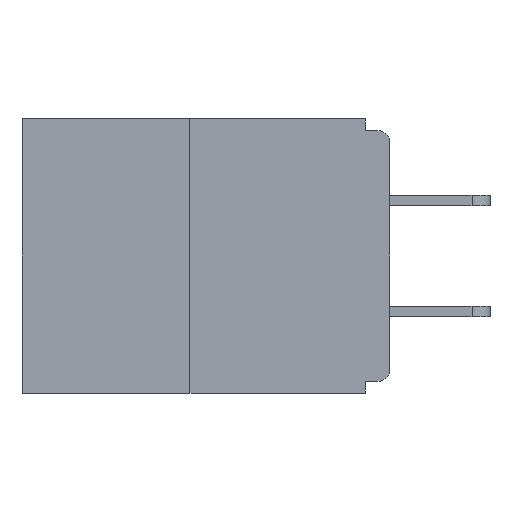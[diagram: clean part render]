
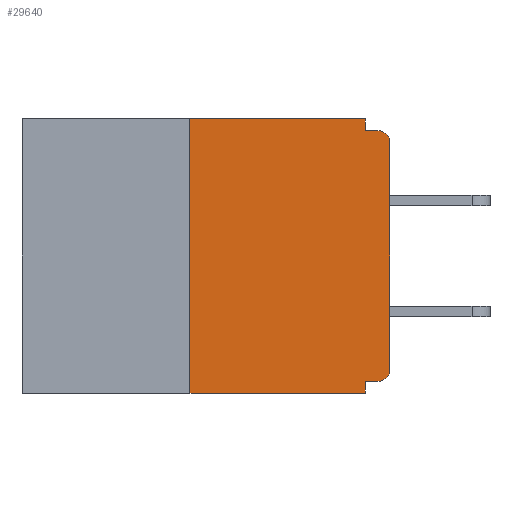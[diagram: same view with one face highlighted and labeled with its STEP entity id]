
A CAD part, left-side view. The second image highlights one B-rep face of the part: STEP entity #29640.
In plain terms, the highlighted planar face has unit normal (-1, 0, 0).
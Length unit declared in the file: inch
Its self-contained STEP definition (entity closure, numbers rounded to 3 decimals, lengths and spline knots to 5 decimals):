
#205 = DIRECTION ( 'NONE',  ( 0., 0., -1. ) ) ;
#649 = CARTESIAN_POINT ( 'NONE',  ( 0., 0.031, 0. ) ) ;
#1863 = CARTESIAN_POINT ( 'NONE',  ( 0., 0.015, -0.03 ) ) ;
#2110 = CARTESIAN_POINT ( 'NONE',  ( 0., 0.25, 0. ) ) ;
#2528 = CARTESIAN_POINT ( 'NONE',  ( 0., 0., -0.03 ) ) ;
#2747 = FACE_OUTER_BOUND ( 'NONE', #19337, .T. ) ;
#2756 = VECTOR ( 'NONE', #24171, 39.37008 ) ;
#3345 = LINE ( 'NONE', #649, #15059 ) ;
#3556 = EDGE_CURVE ( 'NONE', #8608, #8614, #11816, .T. ) ;
#3744 = DIRECTION ( 'NONE',  ( 1., 0., 0. ) ) ;
#4193 = EDGE_CURVE ( 'NONE', #21840, #5580, #8474, .T. ) ;
#4769 = EDGE_CURVE ( 'NONE', #7925, #16397, #3345, .T. ) ;
#5580 = VERTEX_POINT ( 'NONE', #9877 ) ;
#5735 = DIRECTION ( 'NONE',  ( 0., 0., -1. ) ) ;
#5848 = LINE ( 'NONE', #13243, #13154 ) ;
#6057 = ORIENTED_EDGE ( 'NONE', *, *, #3556, .T. ) ;
#6198 = DIRECTION ( 'NONE',  ( 0., 0., -1. ) ) ;
#6288 = DIRECTION ( 'NONE',  ( -1., 0., 0. ) ) ;
#6867 = CARTESIAN_POINT ( 'NONE',  ( 0., 0.46, 0. ) ) ;
#6925 = ORIENTED_EDGE ( 'NONE', *, *, #20783, .T. ) ;
#7088 = CARTESIAN_POINT ( 'NONE',  ( 0., 0.031, -0.343 ) ) ;
#7254 = EDGE_CURVE ( 'NONE', #21840, #11862, #9021, .T. ) ;
#7690 = VECTOR ( 'NONE', #16171, 39.37008 ) ;
#7732 = EDGE_CURVE ( 'NONE', #8608, #27135, #22949, .T. ) ;
#7878 = ORIENTED_EDGE ( 'NONE', *, *, #28314, .F. ) ;
#7925 = VERTEX_POINT ( 'NONE', #8359 ) ;
#8359 = CARTESIAN_POINT ( 'NONE',  ( 0., 0.031, 0. ) ) ;
#8474 = LINE ( 'NONE', #23368, #16571 ) ;
#8608 = VERTEX_POINT ( 'NONE', #8739 ) ;
#8614 = VERTEX_POINT ( 'NONE', #22915 ) ;
#8739 = CARTESIAN_POINT ( 'NONE',  ( 0., 0.015, -0.328 ) ) ;
#9021 = LINE ( 'NONE', #28170, #14189 ) ;
#9493 = ORIENTED_EDGE ( 'NONE', *, *, #20599, .F. ) ;
#9877 = CARTESIAN_POINT ( 'NONE',  ( 0., 0.031, -0.343 ) ) ;
#10440 = CARTESIAN_POINT ( 'NONE',  ( 0., 0.031, -0.015 ) ) ;
#11444 = AXIS2_PLACEMENT_3D ( 'NONE', #20253, #3744, #6198 ) ;
#11804 = DIRECTION ( 'NONE',  ( 0., 0., 1. ) ) ;
#11816 = CIRCLE ( 'NONE', #30087, 0.015 ) ;
#11862 = VERTEX_POINT ( 'NONE', #2110 ) ;
#12612 = CIRCLE ( 'NONE', #17971, 0.015 ) ;
#13154 = VECTOR ( 'NONE', #17667, 39.37008 ) ;
#13220 = EDGE_CURVE ( 'NONE', #11862, #7925, #22305, .T. ) ;
#13243 = CARTESIAN_POINT ( 'NONE',  ( 0., 0., 0. ) ) ;
#13655 = DIRECTION ( 'NONE',  ( 0., 0., -1. ) ) ;
#14189 = VECTOR ( 'NONE', #11804, 39.37008 ) ;
#15059 = VECTOR ( 'NONE', #24165, 39.37008 ) ;
#15270 = LINE ( 'NONE', #7088, #26697 ) ;
#16171 = DIRECTION ( 'NONE',  ( 0., -1., 0. ) ) ;
#16397 = VERTEX_POINT ( 'NONE', #10440 ) ;
#16571 = VECTOR ( 'NONE', #27995, 39.37008 ) ;
#16854 = ORIENTED_EDGE ( 'NONE', *, *, #4193, .T. ) ;
#17667 = DIRECTION ( 'NONE',  ( 0., 0., 1. ) ) ;
#17937 = LINE ( 'NONE', #20979, #7690 ) ;
#17971 = AXIS2_PLACEMENT_3D ( 'NONE', #1863, #6288, #13655 ) ;
#18632 = CARTESIAN_POINT ( 'NONE',  ( 0., 0.031, -0.328 ) ) ;
#18841 = ORIENTED_EDGE ( 'NONE', *, *, #22109, .T. ) ;
#19337 = EDGE_LOOP ( 'NONE', ( #23799, #20004, #16854, #7878, #24872, #6057, #6925, #18841, #9493, #27785 ) ) ;
#20004 = ORIENTED_EDGE ( 'NONE', *, *, #7254, .F. ) ;
#20253 = CARTESIAN_POINT ( 'NONE',  ( 0., 0.46, 0. ) ) ;
#20599 = EDGE_CURVE ( 'NONE', #16397, #24659, #17937, .T. ) ;
#20677 = VERTEX_POINT ( 'NONE', #2528 ) ;
#20783 = EDGE_CURVE ( 'NONE', #8614, #20677, #5848, .T. ) ;
#20979 = CARTESIAN_POINT ( 'NONE',  ( 0., 0., -0.015 ) ) ;
#21033 = CARTESIAN_POINT ( 'NONE',  ( 0., 0.015, -0.015 ) ) ;
#21220 = DIRECTION ( 'NONE',  ( 0., -1., 0. ) ) ;
#21840 = VERTEX_POINT ( 'NONE', #28767 ) ;
#21948 = CARTESIAN_POINT ( 'NONE',  ( 0., 0.015, -0.313 ) ) ;
#22109 = EDGE_CURVE ( 'NONE', #20677, #24659, #12612, .T. ) ;
#22305 = LINE ( 'NONE', #6867, #29995 ) ;
#22829 = PLANE ( 'NONE',  #11444 ) ;
#22915 = CARTESIAN_POINT ( 'NONE',  ( 0., 0., -0.313 ) ) ;
#22949 = LINE ( 'NONE', #26329, #2756 ) ;
#23368 = CARTESIAN_POINT ( 'NONE',  ( 0., 0.46, -0.343 ) ) ;
#23799 = ORIENTED_EDGE ( 'NONE', *, *, #13220, .F. ) ;
#24165 = DIRECTION ( 'NONE',  ( 0., 0., -1. ) ) ;
#24171 = DIRECTION ( 'NONE',  ( 0., 1., 0. ) ) ;
#24659 = VERTEX_POINT ( 'NONE', #21033 ) ;
#24872 = ORIENTED_EDGE ( 'NONE', *, *, #7732, .F. ) ;
#26329 = CARTESIAN_POINT ( 'NONE',  ( 0., 0., -0.328 ) ) ;
#26697 = VECTOR ( 'NONE', #205, 39.37008 ) ;
#27135 = VERTEX_POINT ( 'NONE', #18632 ) ;
#27785 = ORIENTED_EDGE ( 'NONE', *, *, #4769, .F. ) ;
#27995 = DIRECTION ( 'NONE',  ( 0., -1., 0. ) ) ;
#28170 = CARTESIAN_POINT ( 'NONE',  ( 0., 0.25, 0. ) ) ;
#28314 = EDGE_CURVE ( 'NONE', #27135, #5580, #15270, .T. ) ;
#28767 = CARTESIAN_POINT ( 'NONE',  ( 0., 0.25, -0.343 ) ) ;
#28917 = DIRECTION ( 'NONE',  ( -1., 0., 0. ) ) ;
#29640 = ADVANCED_FACE ( 'NONE', ( #2747 ), #22829, .F. ) ;
#29995 = VECTOR ( 'NONE', #21220, 39.37008 ) ;
#30087 = AXIS2_PLACEMENT_3D ( 'NONE', #21948, #28917, #5735 ) ;
